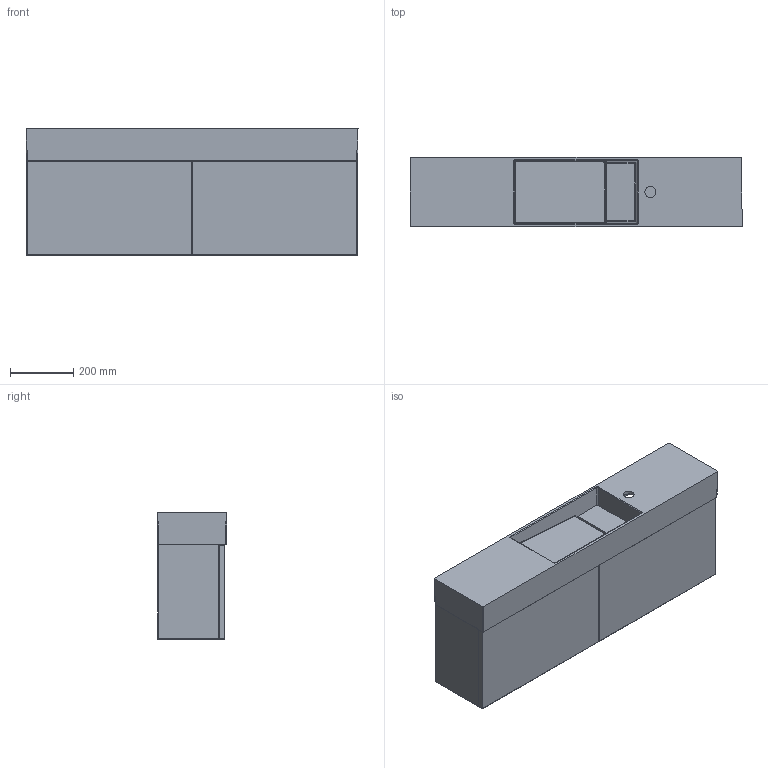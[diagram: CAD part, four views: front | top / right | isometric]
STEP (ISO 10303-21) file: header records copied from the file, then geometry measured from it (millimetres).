
FILE_DESCRIPTION(/* description */ (''),/* implementation_level */ '2;1');
FILE_NAME(/* name */ 'toni 1050.stp',/* time_stamp */ '2025-07-31T13:17:43+03:00',/* author */ ('ya'),/* organization */ (''),/* preprocessor_version */ 'ST-DEVELOPER v18.1',/* originating_system */ 'Autodesk Inventor 2022',/* authorisation */ '');
FILE_SCHEMA (('AUTOMOTIVE_DESIGN { 1 0 10303 214 3 1 1 }'));
Length unit declared in the file: millimetre
Products named in the file (3): toni 1050; Toni 1050L; toni 1050т
Assembly tree (2 placements, depth 2):
  toni 1050
    Toni 1050L
    toni 1050т
Bounding box: 1050 x 220 x 400 mm (x, y, z)
Volume: 17674873.1 mm3; surface area: 2910496.3 mm2
Topology: 17 solids, 17 shells, 257 faces, 611 edges, 382 vertices
Faces by surface type: plane 152, bspline 48, cylinder 46, cone 6, torus 3, sphere 2
Full cylindrical faces by diameter (mm): 10 x4, 35 x1, 45 x1
Entity records: 22291 total; most frequent: CARTESIAN_POINT 16506, ORIENTED_EDGE 1218, DIRECTION 1062, EDGE_CURVE 609, LINE 400, VECTOR 400, VERTEX_POINT 382, AXIS2_PLACEMENT_3D 331
